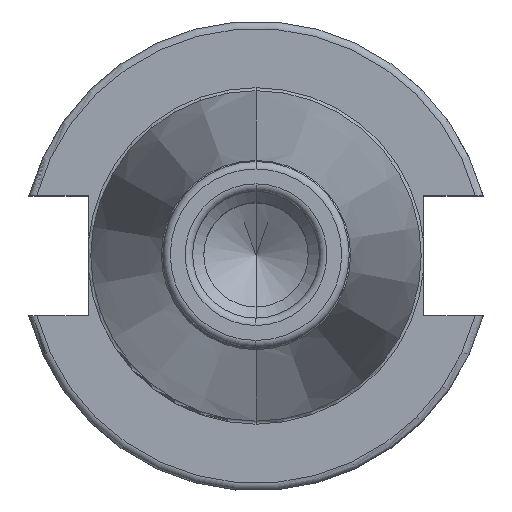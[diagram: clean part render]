
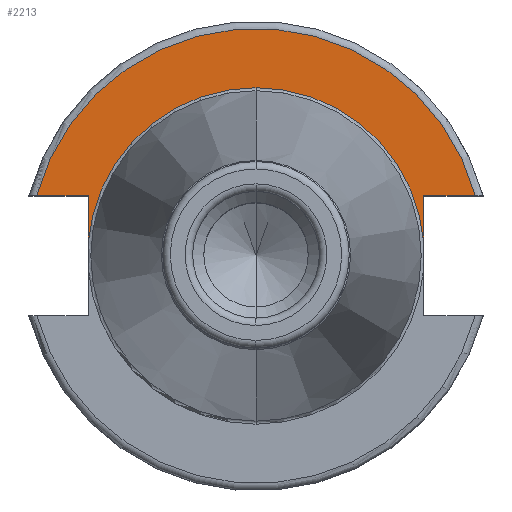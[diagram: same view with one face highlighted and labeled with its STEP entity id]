
A CAD part, top view. The second image highlights one B-rep face of the part: STEP entity #2213.
In plain terms, the highlighted planar face has unit normal (0, 0, 1).
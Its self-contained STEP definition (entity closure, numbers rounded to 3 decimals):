
#166=CARTESIAN_POINT('',(0,0,10));
#167=DIRECTION('',(0,0,1));
#168=DIRECTION('',(0.965,0.264,0));
#169=AXIS2_PLACEMENT_3D('',#166,#167,#168);
#216=DIRECTION('',(0,1,0));
#217=VECTOR('',#216,6.317);
#218=CARTESIAN_POINT('',(-22.5,1.733,10));
#219=LINE('',#218,#217);
#220=DIRECTION('',(1,0,0));
#221=VECTOR('',#220,6.918);
#222=CARTESIAN_POINT('',(-29.418,8.05,10));
#223=LINE('',#222,#221);
#224=DIRECTION('',(-1,0,0));
#225=VECTOR('',#224,6.918);
#226=CARTESIAN_POINT('',(29.418,8.05,10));
#227=LINE('',#226,#225);
#228=DIRECTION('',(0,-1,0));
#229=VECTOR('',#228,6.317);
#230=CARTESIAN_POINT('',(22.5,8.05,10));
#231=LINE('',#230,#229);
#241=CARTESIAN_POINT('',(0,0,10));
#242=DIRECTION('',(0,0,1));
#243=DIRECTION('',(0,1,0));
#244=AXIS2_PLACEMENT_3D('',#241,#242,#243);
#275=CARTESIAN_POINT('',(0,0,10));
#276=DIRECTION('',(0,0,-1));
#277=DIRECTION('',(0,1,0));
#278=AXIS2_PLACEMENT_3D('',#275,#276,#277);
#1633=CARTESIAN_POINT('',(0,22.567,10));
#1635=VERTEX_POINT('',#1633);
#1765=CARTESIAN_POINT('',(-22.5,1.733,10));
#1766=CARTESIAN_POINT('',(-22.5,8.05,10));
#1767=VERTEX_POINT('',#1765);
#1768=VERTEX_POINT('',#1766);
#1769=CARTESIAN_POINT('',(-29.418,8.05,10));
#1770=VERTEX_POINT('',#1769);
#1771=CARTESIAN_POINT('',(22.5,8.05,10));
#1772=CARTESIAN_POINT('',(22.5,1.733,10));
#1773=VERTEX_POINT('',#1771);
#1774=VERTEX_POINT('',#1772);
#1781=CARTESIAN_POINT('',(29.418,8.05,10));
#1782=VERTEX_POINT('',#1781);
#2195=CARTESIAN_POINT('',(0,0,10));
#2196=DIRECTION('',(0,0,-1));
#2197=DIRECTION('',(0,-1,0));
#2198=AXIS2_PLACEMENT_3D('',#2195,#2196,#2197);
#2199=PLANE('',#2198);
#2200=ORIENTED_EDGE('',*,*,#2064,.T.);
#2201=ORIENTED_EDGE('',*,*,#2086,.F.);
#2202=ORIENTED_EDGE('',*,*,#2167,.F.);
#2204=ORIENTED_EDGE('',*,*,#2203,.T.);
#2206=ORIENTED_EDGE('',*,*,#2205,.T.);
#2208=ORIENTED_EDGE('',*,*,#2207,.F.);
#2210=ORIENTED_EDGE('',*,*,#2209,.T.);
#2211=EDGE_LOOP('',(#2200,#2201,#2202,#2204,#2206,#2208,#2210));
#2212=FACE_OUTER_BOUND('',#2211,.F.);
#2213=ADVANCED_FACE('',(#2212),#2199,.F.);
#170=CIRCLE('',#169,30.5);
#245=CIRCLE('',#244,22.567);
#279=CIRCLE('',#278,22.567);
#2064=EDGE_CURVE('',#1767,#1768,#219,.T.);
#2086=EDGE_CURVE('',#1770,#1768,#223,.T.);
#2167=EDGE_CURVE('',#1782,#1770,#170,.T.);
#2203=EDGE_CURVE('',#1782,#1773,#227,.T.);
#2205=EDGE_CURVE('',#1773,#1774,#231,.T.);
#2207=EDGE_CURVE('',#1635,#1774,#279,.T.);
#2209=EDGE_CURVE('',#1635,#1767,#245,.T.);
